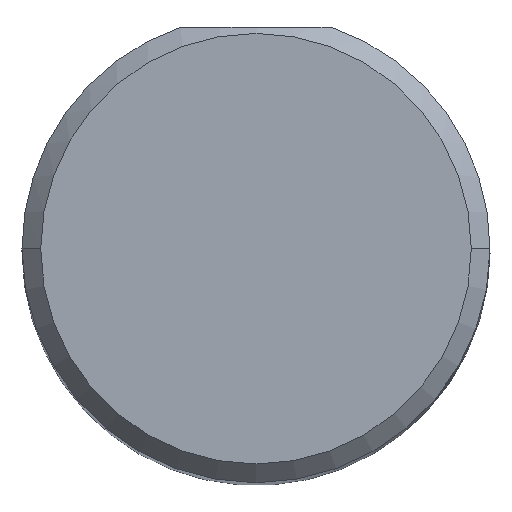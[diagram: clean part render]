
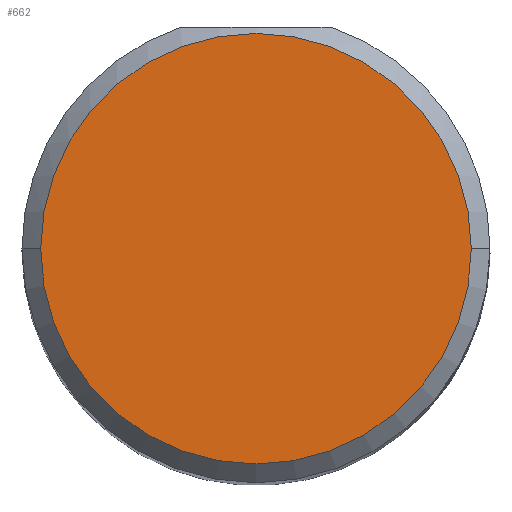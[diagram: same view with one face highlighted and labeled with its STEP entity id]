
A CAD part, top view. The second image highlights one B-rep face of the part: STEP entity #662.
In plain terms, the highlighted planar face has unit normal (0, 0, 1).
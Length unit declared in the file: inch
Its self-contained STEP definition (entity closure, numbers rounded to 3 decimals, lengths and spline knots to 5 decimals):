
#55 = CARTESIAN_POINT ( 'NONE',  ( 0., 0., 2.5 ) ) ;
#60 = DIRECTION ( 'NONE',  ( 0., 0., 1. ) ) ;
#73 = ORIENTED_EDGE ( 'NONE', *, *, #220, .T. ) ;
#80 = CARTESIAN_POINT ( 'NONE',  ( -0.1725, 0., 2.5 ) ) ;
#119 = CIRCLE ( 'NONE', #422, 0.1725 ) ;
#165 = EDGE_LOOP ( 'NONE', ( #73, #512 ) ) ;
#220 = EDGE_CURVE ( 'NONE', #475, #530, #572, .T. ) ;
#283 = DIRECTION ( 'NONE',  ( 0., 0., 1. ) ) ;
#301 = AXIS2_PLACEMENT_3D ( 'NONE', #569, #60, #693 ) ;
#312 = AXIS2_PLACEMENT_3D ( 'NONE', #640, #636, #379 ) ;
#374 = FACE_OUTER_BOUND ( 'NONE', #165, .T. ) ;
#379 = DIRECTION ( 'NONE',  ( 1., 0., 0. ) ) ;
#414 = PLANE ( 'NONE',  #312 ) ;
#422 = AXIS2_PLACEMENT_3D ( 'NONE', #55, #283, #507 ) ;
#475 = VERTEX_POINT ( 'NONE', #80 ) ;
#507 = DIRECTION ( 'NONE',  ( 1., 0., 0. ) ) ;
#512 = ORIENTED_EDGE ( 'NONE', *, *, #605, .T. ) ;
#530 = VERTEX_POINT ( 'NONE', #732 ) ;
#569 = CARTESIAN_POINT ( 'NONE',  ( 0., 0., 2.5 ) ) ;
#572 = CIRCLE ( 'NONE', #301, 0.1725 ) ;
#605 = EDGE_CURVE ( 'NONE', #530, #475, #119, .T. ) ;
#636 = DIRECTION ( 'NONE',  ( 0., 0., 1. ) ) ;
#640 = CARTESIAN_POINT ( 'NONE',  ( 0., 0., 2.5 ) ) ;
#662 = ADVANCED_FACE ( 'NONE', ( #374 ), #414, .T. ) ;
#693 = DIRECTION ( 'NONE',  ( 1., 0., 0. ) ) ;
#732 = CARTESIAN_POINT ( 'NONE',  ( 0.1725, 0., 2.5 ) ) ;
